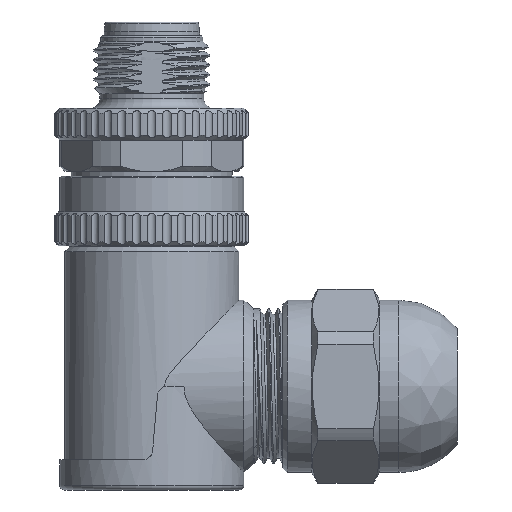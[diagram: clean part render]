
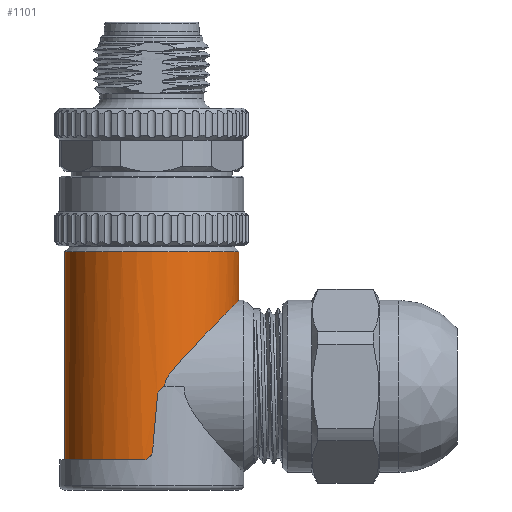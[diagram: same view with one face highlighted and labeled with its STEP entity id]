
A CAD part, left-side view. The second image highlights one B-rep face of the part: STEP entity #1101.
In plain terms, the highlighted cylindrical face has radius 9 mm (diameter 18 mm), a full revolution.
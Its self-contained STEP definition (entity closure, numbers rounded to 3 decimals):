
#225=B_SPLINE_CURVE_WITH_KNOTS('',3,(#10499,#10500,#10501,#10502,#10503,
#10504,#10505,#10506,#10507,#10508,#10509,#10510,#10511,#10512,#10513,#10514),
 .UNSPECIFIED.,.F.,.F.,(4,1,1,1,1,1,1,1,1,1,1,1,1,4),(0.,0.077,
0.154,0.231,0.308,0.385,0.462,
0.538,0.615,0.692,0.769,0.846,
0.923,1.),.UNSPECIFIED.);
#226=B_SPLINE_CURVE_WITH_KNOTS('',3,(#10518,#10519,#10520,#10521),
 .UNSPECIFIED.,.F.,.F.,(4,4),(0.,1.),.UNSPECIFIED.);
#229=B_SPLINE_CURVE_WITH_KNOTS('',3,(#10538,#10539,#10540,#10541),
 .UNSPECIFIED.,.F.,.F.,(4,4),(0.,1.),.UNSPECIFIED.);
#231=B_SPLINE_CURVE_WITH_KNOTS('',3,(#10564,#10565,#10566,#10567,#10568,
#10569,#10570,#10571,#10572,#10573,#10574,#10575,#10576,#10577,#10578,#10579),
 .UNSPECIFIED.,.F.,.F.,(4,1,1,1,1,1,1,1,1,1,1,1,1,4),(0.,0.077,
0.154,0.231,0.308,0.385,0.462,
0.538,0.615,0.692,0.769,0.846,
0.923,1.),.UNSPECIFIED.);
#232=B_SPLINE_CURVE_WITH_KNOTS('',3,(#10591,#10592,#10593,#10594,#10595,
#10596,#10597,#10598,#10599,#10600,#10601,#10602,#10603,#10604),
 .UNSPECIFIED.,.F.,.F.,(4,1,1,1,1,1,1,1,1,1,1,4),(0.,0.091,0.182,
0.273,0.364,0.455,0.545,0.636,
0.727,0.818,0.909,1.),.UNSPECIFIED.);
#235=B_SPLINE_CURVE_WITH_KNOTS('',3,(#10629,#10630,#10631,#10632,#10633,
#10634,#10635,#10636,#10637,#10638,#10639,#10640,#10641,#10642),
 .UNSPECIFIED.,.F.,.F.,(4,1,1,1,1,1,1,1,1,1,1,4),(0.,0.091,0.182,
0.273,0.364,0.455,0.545,0.636,
0.727,0.818,0.909,1.),.UNSPECIFIED.);
#236=B_SPLINE_CURVE_WITH_KNOTS('',3,(#10644,#10645,#10646,#10647,#10648,
#10649,#10650,#10651,#10652,#10653,#10654,#10655,#10656,#10657,#10658,#10659,
#10660,#10661,#10662,#10663,#10664,#10665),.UNSPECIFIED.,.F.,.F.,(4,2,2,
2,2,2,2,2,2,2,4),(0.,0.062,0.125,0.25,0.375,0.5,0.625,0.75,
0.875,0.938,1.),.UNSPECIFIED.);
#696=CYLINDRICAL_SURFACE('',#6233,9.);
#903=FACE_BOUND('',#1839,.T.);
#904=FACE_BOUND('',#1840,.T.);
#1101=ADVANCED_FACE('',(#903,#904),#696,.T.);
#1839=EDGE_LOOP('',(#2960));
#1840=EDGE_LOOP('',(#2961,#2962,#2963,#2964,#2965,#2966,#2967,#2968));
#2195=CIRCLE('',#6219,9.);
#2198=CIRCLE('',#6228,9.);
#2960=ORIENTED_EDGE('',*,*,#4913,.T.);
#2961=ORIENTED_EDGE('',*,*,#4937,.T.);
#2962=ORIENTED_EDGE('',*,*,#4924,.F.);
#2963=ORIENTED_EDGE('',*,*,#4928,.T.);
#2964=ORIENTED_EDGE('',*,*,#4930,.T.);
#2965=ORIENTED_EDGE('',*,*,#4917,.T.);
#2966=ORIENTED_EDGE('',*,*,#4919,.T.);
#2967=ORIENTED_EDGE('',*,*,#4934,.T.);
#2968=ORIENTED_EDGE('',*,*,#4938,.F.);
#4249=VERTEX_POINT('',#10474);
#4253=VERTEX_POINT('',#10498);
#4254=VERTEX_POINT('',#10515);
#4255=VERTEX_POINT('',#10522);
#4259=VERTEX_POINT('',#10537);
#4260=VERTEX_POINT('',#10542);
#4262=VERTEX_POINT('',#10563);
#4266=VERTEX_POINT('',#10605);
#4267=VERTEX_POINT('',#10643);
#4913=EDGE_CURVE('',#4249,#4249,#2195,.T.);
#4917=EDGE_CURVE('',#4254,#4253,#225,.T.);
#4919=EDGE_CURVE('',#4253,#4255,#226,.T.);
#4924=EDGE_CURVE('',#4259,#4260,#229,.T.);
#4928=EDGE_CURVE('',#4259,#4262,#231,.T.);
#4930=EDGE_CURVE('',#4262,#4254,#2198,.T.);
#4934=EDGE_CURVE('',#4255,#4266,#232,.T.);
#4937=EDGE_CURVE('',#4267,#4260,#235,.T.);
#4938=EDGE_CURVE('',#4267,#4266,#236,.T.);
#6219=AXIS2_PLACEMENT_3D('',#10473,#7137,#7138);
#6228=AXIS2_PLACEMENT_3D('',#10582,#7161,#7162);
#6233=AXIS2_PLACEMENT_3D('',#10666,#7173,#7174);
#7137=DIRECTION('',(0.,0.,-1.));
#7138=DIRECTION('',(0.,1.,0.));
#7161=DIRECTION('',(0.,0.,1.));
#7162=DIRECTION('',(0.995,0.102,0.));
#7173=DIRECTION('',(0.,0.,1.));
#7174=DIRECTION('',(0.,1.,0.));
#10473=CARTESIAN_POINT('',(0.,0.,-23.7));
#10474=CARTESIAN_POINT('',(0.,9.,-23.7));
#10498=CARTESIAN_POINT('',(-9.,-0.08,-44.287));
#10499=CARTESIAN_POINT('',(-8.953,0.916,-45.2));
#10500=CARTESIAN_POINT('',(-8.957,0.878,-45.2));
#10501=CARTESIAN_POINT('',(-8.964,0.803,-45.196));
#10502=CARTESIAN_POINT('',(-8.974,0.689,-45.176));
#10503=CARTESIAN_POINT('',(-8.982,0.58,-45.144));
#10504=CARTESIAN_POINT('',(-8.988,0.475,-45.1));
#10505=CARTESIAN_POINT('',(-8.992,0.375,-45.044));
#10506=CARTESIAN_POINT('',(-8.996,0.282,-44.976));
#10507=CARTESIAN_POINT('',(-8.998,0.199,-44.899));
#10508=CARTESIAN_POINT('',(-8.999,0.123,-44.813));
#10509=CARTESIAN_POINT('',(-9.,0.058,-44.718));
#10510=CARTESIAN_POINT('',(-9.,0.005,-44.617));
#10511=CARTESIAN_POINT('',(-9.,-0.036,-44.511));
#10512=CARTESIAN_POINT('',(-9.,-0.066,-44.4));
#10513=CARTESIAN_POINT('',(-9.,-0.077,-44.325));
#10514=CARTESIAN_POINT('',(-9.,-0.08,-44.287));
#10515=CARTESIAN_POINT('',(-8.953,0.916,-45.2));
#10518=CARTESIAN_POINT('',(-9.,-0.08,-44.287));
#10519=CARTESIAN_POINT('',(-8.998,-0.248,-42.362));
#10520=CARTESIAN_POINT('',(-8.992,-0.417,-40.438));
#10521=CARTESIAN_POINT('',(-8.981,-0.585,-38.513));
#10522=CARTESIAN_POINT('',(-8.981,-0.585,-38.513));
#10537=CARTESIAN_POINT('',(9.,-0.08,-44.287));
#10538=CARTESIAN_POINT('',(9.,-0.08,-44.287));
#10539=CARTESIAN_POINT('',(8.998,-0.248,-42.362));
#10540=CARTESIAN_POINT('',(8.992,-0.417,-40.438));
#10541=CARTESIAN_POINT('',(8.981,-0.585,-38.513));
#10542=CARTESIAN_POINT('',(8.981,-0.585,-38.513));
#10563=CARTESIAN_POINT('',(8.953,0.916,-45.2));
#10564=CARTESIAN_POINT('',(9.,-0.08,-44.287));
#10565=CARTESIAN_POINT('',(9.,-0.077,-44.325));
#10566=CARTESIAN_POINT('',(9.,-0.066,-44.4));
#10567=CARTESIAN_POINT('',(9.,-0.036,-44.512));
#10568=CARTESIAN_POINT('',(9.,0.006,-44.618));
#10569=CARTESIAN_POINT('',(9.,0.059,-44.719));
#10570=CARTESIAN_POINT('',(8.999,0.124,-44.814));
#10571=CARTESIAN_POINT('',(8.998,0.199,-44.9));
#10572=CARTESIAN_POINT('',(8.996,0.283,-44.977));
#10573=CARTESIAN_POINT('',(8.992,0.376,-45.044));
#10574=CARTESIAN_POINT('',(8.988,0.476,-45.1));
#10575=CARTESIAN_POINT('',(8.981,0.58,-45.144));
#10576=CARTESIAN_POINT('',(8.974,0.69,-45.176));
#10577=CARTESIAN_POINT('',(8.964,0.803,-45.196));
#10578=CARTESIAN_POINT('',(8.957,0.878,-45.2));
#10579=CARTESIAN_POINT('',(8.953,0.916,-45.2));
#10582=CARTESIAN_POINT('',(0.,0.,-45.2));
#10591=CARTESIAN_POINT('',(-8.981,-0.585,-38.513));
#10592=CARTESIAN_POINT('',(-8.981,-0.588,-38.476));
#10593=CARTESIAN_POINT('',(-8.98,-0.599,-38.401));
#10594=CARTESIAN_POINT('',(-8.978,-0.628,-38.292));
#10595=CARTESIAN_POINT('',(-8.975,-0.668,-38.186));
#10596=CARTESIAN_POINT('',(-8.971,-0.72,-38.087));
#10597=CARTESIAN_POINT('',(-8.966,-0.784,-37.993));
#10598=CARTESIAN_POINT('',(-8.959,-0.857,-37.907));
#10599=CARTESIAN_POINT('',(-8.951,-0.939,-37.831));
#10600=CARTESIAN_POINT('',(-8.941,-1.029,-37.763));
#10601=CARTESIAN_POINT('',(-8.929,-1.127,-37.707));
#10602=CARTESIAN_POINT('',(-8.916,-1.23,-37.661));
#10603=CARTESIAN_POINT('',(-8.905,-1.302,-37.639));
#10604=CARTESIAN_POINT('',(-8.9,-1.338,-37.63));
#10605=CARTESIAN_POINT('',(-8.9,-1.338,-37.63));
#10629=CARTESIAN_POINT('',(8.9,-1.338,-37.63));
#10630=CARTESIAN_POINT('',(8.905,-1.302,-37.639));
#10631=CARTESIAN_POINT('',(8.916,-1.23,-37.661));
#10632=CARTESIAN_POINT('',(8.929,-1.128,-37.706));
#10633=CARTESIAN_POINT('',(8.941,-1.03,-37.763));
#10634=CARTESIAN_POINT('',(8.951,-0.939,-37.831));
#10635=CARTESIAN_POINT('',(8.959,-0.857,-37.907));
#10636=CARTESIAN_POINT('',(8.966,-0.784,-37.993));
#10637=CARTESIAN_POINT('',(8.971,-0.72,-38.087));
#10638=CARTESIAN_POINT('',(8.975,-0.669,-38.186));
#10639=CARTESIAN_POINT('',(8.978,-0.628,-38.292));
#10640=CARTESIAN_POINT('',(8.98,-0.599,-38.401));
#10641=CARTESIAN_POINT('',(8.981,-0.588,-38.476));
#10642=CARTESIAN_POINT('',(8.981,-0.585,-38.513));
#10643=CARTESIAN_POINT('',(8.9,-1.338,-37.63));
#10644=CARTESIAN_POINT('',(8.9,-1.338,-37.63));
#10645=CARTESIAN_POINT('',(8.902,-1.323,-36.936));
#10646=CARTESIAN_POINT('',(8.829,-1.8,-36.355));
#10647=CARTESIAN_POINT('',(8.616,-2.637,-35.305));
#10648=CARTESIAN_POINT('',(8.469,-3.083,-34.816));
#10649=CARTESIAN_POINT('',(7.903,-4.412,-33.38));
#10650=CARTESIAN_POINT('',(7.361,-5.289,-32.479));
#10651=CARTESIAN_POINT('',(5.905,-6.877,-30.852));
#10652=CARTESIAN_POINT('',(4.977,-7.603,-30.115));
#10653=CARTESIAN_POINT('',(2.706,-8.675,-29.028));
#10654=CARTESIAN_POINT('',(1.362,-8.999,-28.701));
#10655=CARTESIAN_POINT('',(-1.346,-9.001,-28.699));
#10656=CARTESIAN_POINT('',(-2.706,-8.674,-29.029));
#10657=CARTESIAN_POINT('',(-4.966,-7.609,-30.109));
#10658=CARTESIAN_POINT('',(-5.896,-6.886,-30.843));
#10659=CARTESIAN_POINT('',(-7.363,-5.288,-32.481));
#10660=CARTESIAN_POINT('',(-7.904,-4.409,-33.383));
#10661=CARTESIAN_POINT('',(-8.468,-3.086,-34.813));
#10662=CARTESIAN_POINT('',(-8.616,-2.637,-35.306));
#10663=CARTESIAN_POINT('',(-8.83,-1.796,-36.36));
#10664=CARTESIAN_POINT('',(-8.902,-1.323,-36.94));
#10665=CARTESIAN_POINT('',(-8.9,-1.338,-37.63));
#10666=CARTESIAN_POINT('',(0.,0.,-49.805));
